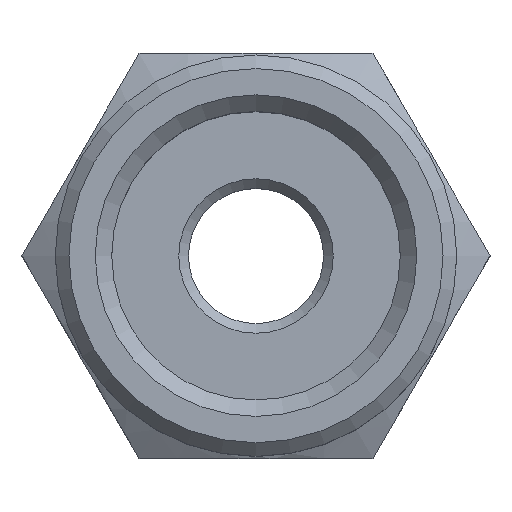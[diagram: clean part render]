
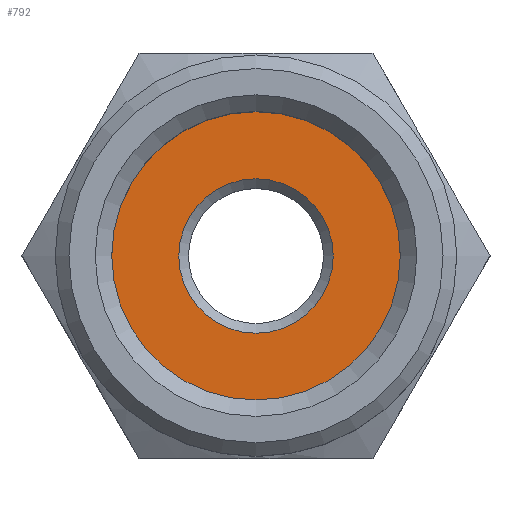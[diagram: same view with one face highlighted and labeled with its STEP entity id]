
A CAD part, top view. The second image highlights one B-rep face of the part: STEP entity #792.
In plain terms, the highlighted planar face has unit normal (0, 0, 1).
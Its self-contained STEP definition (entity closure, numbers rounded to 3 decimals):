
#113=ORIENTED_EDGE('',*,*,#213,.T.);
#114=ORIENTED_EDGE('',*,*,#212,.F.);
#212=EDGE_CURVE('',#270,#270,#316,.T.);
#213=EDGE_CURVE('',#271,#271,#317,.T.);
#270=VERTEX_POINT('',#1111);
#271=VERTEX_POINT('',#1114);
#316=CIRCLE('',#857,7.475);
#317=CIRCLE('',#859,4.);
#367=EDGE_LOOP('',(#113));
#368=EDGE_LOOP('',(#114));
#437=FACE_BOUND('',#367,.T.);
#438=FACE_BOUND('',#368,.T.);
#476=PLANE('',#858);
#792=ADVANCED_FACE('',(#437,#438),#476,.T.);
#857=AXIS2_PLACEMENT_3D('',#1110,#971,#972);
#858=AXIS2_PLACEMENT_3D('',#1112,#973,#974);
#859=AXIS2_PLACEMENT_3D('',#1113,#975,#976);
#971=DIRECTION('',(0.,0.,-1.));
#972=DIRECTION('',(-1.,0.,0.));
#973=DIRECTION('',(0.,0.,1.));
#974=DIRECTION('',(1.,0.,0.));
#975=DIRECTION('',(0.,0.,-1.));
#976=DIRECTION('',(-1.,0.,0.));
#1110=CARTESIAN_POINT('',(0.,0.,-11.));
#1111=CARTESIAN_POINT('',(-7.475,0.,-11.));
#1112=CARTESIAN_POINT('',(0.,7.475,-11.));
#1113=CARTESIAN_POINT('',(0.,0.,-11.));
#1114=CARTESIAN_POINT('',(-4.,0.,-11.));
